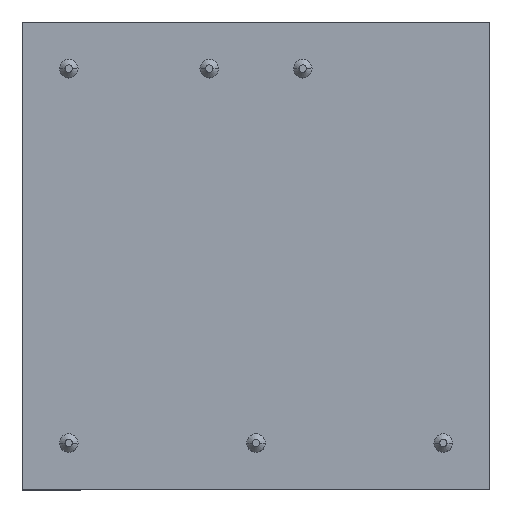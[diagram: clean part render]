
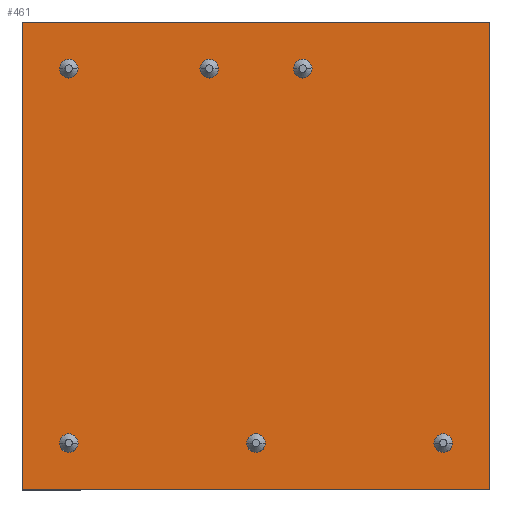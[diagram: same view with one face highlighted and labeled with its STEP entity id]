
A CAD part, top view. The second image highlights one B-rep face of the part: STEP entity #461.
In plain terms, the highlighted planar face has unit normal (0, 0, 1).
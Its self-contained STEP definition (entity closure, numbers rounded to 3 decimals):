
#275 = VERTEX_POINT('',#276);
#276 = CARTESIAN_POINT('',(15.64,22.91,-2.05));
#282 = EDGE_CURVE('',#275,#283,#285,.T.);
#283 = VERTEX_POINT('',#284);
#284 = CARTESIAN_POINT('',(14.64,22.91,-2.05));
#285 = CIRCLE('',#286,0.5);
#286 = AXIS2_PLACEMENT_3D('',#287,#288,#289);
#287 = CARTESIAN_POINT('',(15.14,22.91,-2.05));
#288 = DIRECTION('',(0.,0.,1.));
#289 = DIRECTION('',(-1.,0.,0.));
#307 = VERTEX_POINT('',#308);
#308 = CARTESIAN_POINT('',(10.56,22.91,-2.05));
#314 = EDGE_CURVE('',#307,#315,#317,.T.);
#315 = VERTEX_POINT('',#316);
#316 = CARTESIAN_POINT('',(9.56,22.91,-2.05));
#317 = CIRCLE('',#318,0.5);
#318 = AXIS2_PLACEMENT_3D('',#319,#320,#321);
#319 = CARTESIAN_POINT('',(10.06,22.91,-2.05));
#320 = DIRECTION('',(0.,0.,1.));
#321 = DIRECTION('',(-1.,0.,0.));
#339 = VERTEX_POINT('',#340);
#340 = CARTESIAN_POINT('',(2.94,22.91,-2.05));
#346 = EDGE_CURVE('',#339,#347,#349,.T.);
#347 = VERTEX_POINT('',#348);
#348 = CARTESIAN_POINT('',(1.94,22.91,-2.05));
#349 = CIRCLE('',#350,0.5);
#350 = AXIS2_PLACEMENT_3D('',#351,#352,#353);
#351 = CARTESIAN_POINT('',(2.44,22.91,-2.05));
#352 = DIRECTION('',(0.,0.,1.));
#353 = DIRECTION('',(-1.,0.,0.));
#371 = VERTEX_POINT('',#372);
#372 = CARTESIAN_POINT('',(23.26,2.59,-2.05));
#378 = EDGE_CURVE('',#371,#379,#381,.T.);
#379 = VERTEX_POINT('',#380);
#380 = CARTESIAN_POINT('',(22.26,2.59,-2.05));
#381 = CIRCLE('',#382,0.5);
#382 = AXIS2_PLACEMENT_3D('',#383,#384,#385);
#383 = CARTESIAN_POINT('',(22.76,2.59,-2.05));
#384 = DIRECTION('',(0.,0.,1.));
#385 = DIRECTION('',(-1.,0.,0.));
#403 = VERTEX_POINT('',#404);
#404 = CARTESIAN_POINT('',(13.1,2.59,-2.05));
#410 = EDGE_CURVE('',#403,#411,#413,.T.);
#411 = VERTEX_POINT('',#412);
#412 = CARTESIAN_POINT('',(12.1,2.59,-2.05));
#413 = CIRCLE('',#414,0.5);
#414 = AXIS2_PLACEMENT_3D('',#415,#416,#417);
#415 = CARTESIAN_POINT('',(12.6,2.59,-2.05));
#416 = DIRECTION('',(0.,0.,1.));
#417 = DIRECTION('',(-1.,0.,0.));
#435 = VERTEX_POINT('',#436);
#436 = CARTESIAN_POINT('',(2.94,2.59,-2.05));
#442 = EDGE_CURVE('',#435,#443,#445,.T.);
#443 = VERTEX_POINT('',#444);
#444 = CARTESIAN_POINT('',(1.94,2.59,-2.05));
#445 = CIRCLE('',#446,0.5);
#446 = AXIS2_PLACEMENT_3D('',#447,#448,#449);
#447 = CARTESIAN_POINT('',(2.44,2.59,-2.05));
#448 = DIRECTION('',(0.,0.,1.));
#449 = DIRECTION('',(-1.,0.,0.));
#461 = ADVANCED_FACE('',(#462,#472,#482,#492,#526,#536,#546),#556,.F.);
#462 = FACE_BOUND('',#463,.T.);
#463 = EDGE_LOOP('',(#464,#471));
#464 = ORIENTED_EDGE('',*,*,#465,.F.);
#465 = EDGE_CURVE('',#315,#307,#466,.T.);
#466 = CIRCLE('',#467,0.5);
#467 = AXIS2_PLACEMENT_3D('',#468,#469,#470);
#468 = CARTESIAN_POINT('',(10.06,22.91,-2.05));
#469 = DIRECTION('',(0.,0.,1.));
#470 = DIRECTION('',(-1.,0.,0.));
#471 = ORIENTED_EDGE('',*,*,#314,.F.);
#472 = FACE_BOUND('',#473,.T.);
#473 = EDGE_LOOP('',(#474,#481));
#474 = ORIENTED_EDGE('',*,*,#475,.F.);
#475 = EDGE_CURVE('',#379,#371,#476,.T.);
#476 = CIRCLE('',#477,0.5);
#477 = AXIS2_PLACEMENT_3D('',#478,#479,#480);
#478 = CARTESIAN_POINT('',(22.76,2.59,-2.05));
#479 = DIRECTION('',(0.,0.,1.));
#480 = DIRECTION('',(-1.,0.,0.));
#481 = ORIENTED_EDGE('',*,*,#378,.F.);
#482 = FACE_BOUND('',#483,.T.);
#483 = EDGE_LOOP('',(#484,#491));
#484 = ORIENTED_EDGE('',*,*,#485,.F.);
#485 = EDGE_CURVE('',#443,#435,#486,.T.);
#486 = CIRCLE('',#487,0.5);
#487 = AXIS2_PLACEMENT_3D('',#488,#489,#490);
#488 = CARTESIAN_POINT('',(2.44,2.59,-2.05));
#489 = DIRECTION('',(0.,0.,1.));
#490 = DIRECTION('',(-1.,0.,0.));
#491 = ORIENTED_EDGE('',*,*,#442,.F.);
#492 = FACE_BOUND('',#493,.T.);
#493 = EDGE_LOOP('',(#494,#504,#512,#520));
#494 = ORIENTED_EDGE('',*,*,#495,.F.);
#495 = EDGE_CURVE('',#496,#498,#500,.T.);
#496 = VERTEX_POINT('',#497);
#497 = CARTESIAN_POINT('',(25.3,0.05,-2.05));
#498 = VERTEX_POINT('',#499);
#499 = CARTESIAN_POINT('',(-0.1,0.05,-2.05));
#500 = LINE('',#501,#502);
#501 = CARTESIAN_POINT('',(25.3,0.05,-2.05));
#502 = VECTOR('',#503,1.);
#503 = DIRECTION('',(-1.,0.,0.));
#504 = ORIENTED_EDGE('',*,*,#505,.F.);
#505 = EDGE_CURVE('',#506,#496,#508,.T.);
#506 = VERTEX_POINT('',#507);
#507 = CARTESIAN_POINT('',(25.3,25.45,-2.05));
#508 = LINE('',#509,#510);
#509 = CARTESIAN_POINT('',(25.3,25.45,-2.05));
#510 = VECTOR('',#511,1.);
#511 = DIRECTION('',(0.,-1.,-0.));
#512 = ORIENTED_EDGE('',*,*,#513,.F.);
#513 = EDGE_CURVE('',#514,#506,#516,.T.);
#514 = VERTEX_POINT('',#515);
#515 = CARTESIAN_POINT('',(-0.1,25.45,-2.05));
#516 = LINE('',#517,#518);
#517 = CARTESIAN_POINT('',(-0.1,25.45,-2.05));
#518 = VECTOR('',#519,1.);
#519 = DIRECTION('',(1.,0.,0.));
#520 = ORIENTED_EDGE('',*,*,#521,.F.);
#521 = EDGE_CURVE('',#498,#514,#522,.T.);
#522 = LINE('',#523,#524);
#523 = CARTESIAN_POINT('',(-0.1,0.05,-2.05));
#524 = VECTOR('',#525,1.);
#525 = DIRECTION('',(0.,1.,0.));
#526 = FACE_BOUND('',#527,.T.);
#527 = EDGE_LOOP('',(#528,#535));
#528 = ORIENTED_EDGE('',*,*,#529,.F.);
#529 = EDGE_CURVE('',#411,#403,#530,.T.);
#530 = CIRCLE('',#531,0.5);
#531 = AXIS2_PLACEMENT_3D('',#532,#533,#534);
#532 = CARTESIAN_POINT('',(12.6,2.59,-2.05));
#533 = DIRECTION('',(0.,0.,1.));
#534 = DIRECTION('',(-1.,0.,0.));
#535 = ORIENTED_EDGE('',*,*,#410,.F.);
#536 = FACE_BOUND('',#537,.T.);
#537 = EDGE_LOOP('',(#538,#545));
#538 = ORIENTED_EDGE('',*,*,#539,.F.);
#539 = EDGE_CURVE('',#347,#339,#540,.T.);
#540 = CIRCLE('',#541,0.5);
#541 = AXIS2_PLACEMENT_3D('',#542,#543,#544);
#542 = CARTESIAN_POINT('',(2.44,22.91,-2.05));
#543 = DIRECTION('',(0.,0.,1.));
#544 = DIRECTION('',(-1.,0.,0.));
#545 = ORIENTED_EDGE('',*,*,#346,.F.);
#546 = FACE_BOUND('',#547,.T.);
#547 = EDGE_LOOP('',(#548,#555));
#548 = ORIENTED_EDGE('',*,*,#549,.F.);
#549 = EDGE_CURVE('',#283,#275,#550,.T.);
#550 = CIRCLE('',#551,0.5);
#551 = AXIS2_PLACEMENT_3D('',#552,#553,#554);
#552 = CARTESIAN_POINT('',(15.14,22.91,-2.05));
#553 = DIRECTION('',(0.,0.,1.));
#554 = DIRECTION('',(-1.,0.,0.));
#555 = ORIENTED_EDGE('',*,*,#282,.F.);
#556 = PLANE('',#557);
#557 = AXIS2_PLACEMENT_3D('',#558,#559,#560);
#558 = CARTESIAN_POINT('',(12.6,12.75,-2.05));
#559 = DIRECTION('',(0.,0.,-1.));
#560 = DIRECTION('',(-1.,0.,0.));
